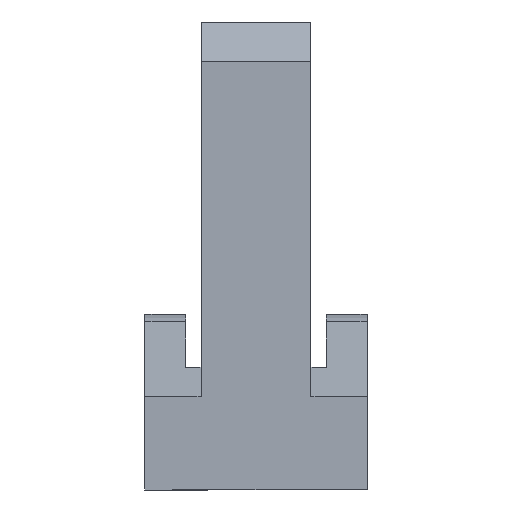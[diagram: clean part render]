
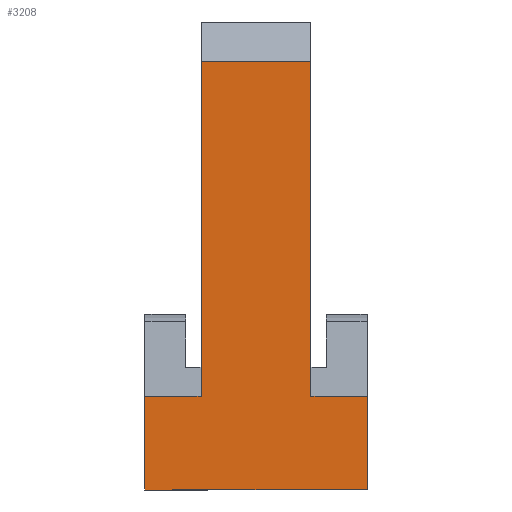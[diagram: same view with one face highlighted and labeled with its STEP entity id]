
A CAD part, left-side view. The second image highlights one B-rep face of the part: STEP entity #3208.
In plain terms, the highlighted planar face has unit normal (-1, 0, 0).
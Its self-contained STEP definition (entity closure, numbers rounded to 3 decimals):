
#21 = EDGE_CURVE('',#22,#24,#26,.T.);
#22 = VERTEX_POINT('',#23);
#23 = CARTESIAN_POINT('',(-14.,9.5,8.));
#24 = VERTEX_POINT('',#25);
#25 = CARTESIAN_POINT('',(-14.,9.5,0.));
#26 = SURFACE_CURVE('',#27,(#31,#43),.PCURVE_S1.);
#27 = LINE('',#28,#29);
#28 = CARTESIAN_POINT('',(-14.,9.5,8.));
#29 = VECTOR('',#30,1.);
#30 = DIRECTION('',(0.,0.,-1.));
#31 = PCURVE('',#32,#37);
#32 = PLANE('',#33);
#33 = AXIS2_PLACEMENT_3D('',#34,#35,#36);
#34 = CARTESIAN_POINT('',(-14.,9.5,8.));
#35 = DIRECTION('',(0.,1.,0.));
#36 = DIRECTION('',(0.,0.,1.));
#37 = DEFINITIONAL_REPRESENTATION('',(#38),#42);
#38 = LINE('',#39,#40);
#39 = CARTESIAN_POINT('',(0.,0.));
#40 = VECTOR('',#41,1.);
#41 = DIRECTION('',(-1.,0.));
#42 = ( GEOMETRIC_REPRESENTATION_CONTEXT(2) 
PARAMETRIC_REPRESENTATION_CONTEXT() REPRESENTATION_CONTEXT('2D SPACE',''
  ) );
#43 = PCURVE('',#44,#49);
#44 = PLANE('',#45);
#45 = AXIS2_PLACEMENT_3D('',#46,#47,#48);
#46 = CARTESIAN_POINT('',(-14.,9.5,8.));
#47 = DIRECTION('',(1.,0.,0.));
#48 = DIRECTION('',(0.,1.,0.));
#49 = DEFINITIONAL_REPRESENTATION('',(#50),#54);
#50 = LINE('',#51,#52);
#51 = CARTESIAN_POINT('',(0.,0.));
#52 = VECTOR('',#53,1.);
#53 = DIRECTION('',(0.,-1.));
#54 = ( GEOMETRIC_REPRESENTATION_CONTEXT(2) 
PARAMETRIC_REPRESENTATION_CONTEXT() REPRESENTATION_CONTEXT('2D SPACE',''
  ) );
#72 = PLANE('',#73);
#73 = AXIS2_PLACEMENT_3D('',#74,#75,#76);
#74 = CARTESIAN_POINT('',(-14.,9.5,8.));
#75 = DIRECTION('',(-0.482,0.,0.876));
#76 = DIRECTION('',(0.876,0.,0.482));
#187 = PLANE('',#188);
#188 = AXIS2_PLACEMENT_3D('',#189,#190,#191);
#189 = CARTESIAN_POINT('',(0.,0.,
    0.));
#190 = DIRECTION('',(0.,0.,1.));
#191 = DIRECTION('',(0.,1.,0.));
#373 = EDGE_CURVE('',#22,#374,#376,.T.);
#374 = VERTEX_POINT('',#375);
#375 = CARTESIAN_POINT('',(-14.,4.7,8.));
#376 = SURFACE_CURVE('',#377,(#381,#388),.PCURVE_S1.);
#377 = LINE('',#378,#379);
#378 = CARTESIAN_POINT('',(-14.,9.5,8.));
#379 = VECTOR('',#380,1.);
#380 = DIRECTION('',(0.,-1.,0.));
#381 = PCURVE('',#72,#382);
#382 = DEFINITIONAL_REPRESENTATION('',(#383),#387);
#383 = LINE('',#384,#385);
#384 = CARTESIAN_POINT('',(0.,0.));
#385 = VECTOR('',#386,1.);
#386 = DIRECTION('',(0.,-1.));
#387 = ( GEOMETRIC_REPRESENTATION_CONTEXT(2) 
PARAMETRIC_REPRESENTATION_CONTEXT() REPRESENTATION_CONTEXT('2D SPACE',''
  ) );
#388 = PCURVE('',#44,#389);
#389 = DEFINITIONAL_REPRESENTATION('',(#390),#394);
#390 = LINE('',#391,#392);
#391 = CARTESIAN_POINT('',(0.,0.));
#392 = VECTOR('',#393,1.);
#393 = DIRECTION('',(-1.,0.));
#394 = ( GEOMETRIC_REPRESENTATION_CONTEXT(2) 
PARAMETRIC_REPRESENTATION_CONTEXT() REPRESENTATION_CONTEXT('2D SPACE',''
  ) );
#411 = PLANE('',#412);
#412 = AXIS2_PLACEMENT_3D('',#413,#414,#415);
#413 = CARTESIAN_POINT('',(-14.,4.7,0.));
#414 = DIRECTION('',(0.,-1.,0.));
#415 = DIRECTION('',(0.,0.,-1.));
#1157 = VERTEX_POINT('',#1158);
#1158 = CARTESIAN_POINT('',(-14.,4.7,36.635));
#1172 = PLANE('',#1173);
#1173 = AXIS2_PLACEMENT_3D('',#1174,#1175,#1176);
#1174 = CARTESIAN_POINT('',(-14.,4.7,36.635));
#1175 = DIRECTION('',(-0.707,0.,0.707)
  );
#1176 = DIRECTION('',(0.707,0.,0.707)
  );
#1184 = EDGE_CURVE('',#374,#1157,#1185,.T.);
#1185 = SURFACE_CURVE('',#1186,(#1190,#1197),.PCURVE_S1.);
#1186 = LINE('',#1187,#1188);
#1187 = CARTESIAN_POINT('',(-14.,4.7,0.));
#1188 = VECTOR('',#1189,1.);
#1189 = DIRECTION('',(0.,0.,1.));
#1190 = PCURVE('',#411,#1191);
#1191 = DEFINITIONAL_REPRESENTATION('',(#1192),#1196);
#1192 = LINE('',#1193,#1194);
#1193 = CARTESIAN_POINT('',(0.,0.));
#1194 = VECTOR('',#1195,1.);
#1195 = DIRECTION('',(-1.,0.));
#1196 = ( GEOMETRIC_REPRESENTATION_CONTEXT(2) 
PARAMETRIC_REPRESENTATION_CONTEXT() REPRESENTATION_CONTEXT('2D SPACE',''
  ) );
#1197 = PCURVE('',#44,#1198);
#1198 = DEFINITIONAL_REPRESENTATION('',(#1199),#1203);
#1199 = LINE('',#1200,#1201);
#1200 = CARTESIAN_POINT('',(-4.8,-8.));
#1201 = VECTOR('',#1202,1.);
#1202 = DIRECTION('',(0.,1.));
#1203 = ( GEOMETRIC_REPRESENTATION_CONTEXT(2) 
PARAMETRIC_REPRESENTATION_CONTEXT() REPRESENTATION_CONTEXT('2D SPACE',''
  ) );
#1657 = PLANE('',#1658);
#1658 = AXIS2_PLACEMENT_3D('',#1659,#1660,#1661);
#1659 = CARTESIAN_POINT('',(-14.,-4.7,0.));
#1660 = DIRECTION('',(0.,-1.,0.));
#1661 = DIRECTION('',(0.,0.,-1.));
#2087 = EDGE_CURVE('',#1157,#2088,#2090,.T.);
#2088 = VERTEX_POINT('',#2089);
#2089 = CARTESIAN_POINT('',(-14.,-4.7,36.635));
#2090 = SURFACE_CURVE('',#2091,(#2095,#2102),.PCURVE_S1.);
#2091 = LINE('',#2092,#2093);
#2092 = CARTESIAN_POINT('',(-14.,4.7,36.635));
#2093 = VECTOR('',#2094,1.);
#2094 = DIRECTION('',(0.,-1.,0.));
#2095 = PCURVE('',#1172,#2096);
#2096 = DEFINITIONAL_REPRESENTATION('',(#2097),#2101);
#2097 = LINE('',#2098,#2099);
#2098 = CARTESIAN_POINT('',(0.,0.));
#2099 = VECTOR('',#2100,1.);
#2100 = DIRECTION('',(0.,-1.));
#2101 = ( GEOMETRIC_REPRESENTATION_CONTEXT(2) 
PARAMETRIC_REPRESENTATION_CONTEXT() REPRESENTATION_CONTEXT('2D SPACE',''
  ) );
#2102 = PCURVE('',#44,#2103);
#2103 = DEFINITIONAL_REPRESENTATION('',(#2104),#2108);
#2104 = LINE('',#2105,#2106);
#2105 = CARTESIAN_POINT('',(-4.8,28.635));
#2106 = VECTOR('',#2107,1.);
#2107 = DIRECTION('',(-1.,0.));
#2108 = ( GEOMETRIC_REPRESENTATION_CONTEXT(2) 
PARAMETRIC_REPRESENTATION_CONTEXT() REPRESENTATION_CONTEXT('2D SPACE',''
  ) );
#2342 = EDGE_CURVE('',#2343,#2088,#2345,.T.);
#2343 = VERTEX_POINT('',#2344);
#2344 = CARTESIAN_POINT('',(-14.,-4.7,8.));
#2345 = SURFACE_CURVE('',#2346,(#2350,#2357),.PCURVE_S1.);
#2346 = LINE('',#2347,#2348);
#2347 = CARTESIAN_POINT('',(-14.,-4.7,0.));
#2348 = VECTOR('',#2349,1.);
#2349 = DIRECTION('',(0.,0.,1.));
#2350 = PCURVE('',#1657,#2351);
#2351 = DEFINITIONAL_REPRESENTATION('',(#2352),#2356);
#2352 = LINE('',#2353,#2354);
#2353 = CARTESIAN_POINT('',(0.,0.));
#2354 = VECTOR('',#2355,1.);
#2355 = DIRECTION('',(-1.,0.));
#2356 = ( GEOMETRIC_REPRESENTATION_CONTEXT(2) 
PARAMETRIC_REPRESENTATION_CONTEXT() REPRESENTATION_CONTEXT('2D SPACE',''
  ) );
#2357 = PCURVE('',#44,#2358);
#2358 = DEFINITIONAL_REPRESENTATION('',(#2359),#2363);
#2359 = LINE('',#2360,#2361);
#2360 = CARTESIAN_POINT('',(-14.2,-8.));
#2361 = VECTOR('',#2362,1.);
#2362 = DIRECTION('',(0.,1.));
#2363 = ( GEOMETRIC_REPRESENTATION_CONTEXT(2) 
PARAMETRIC_REPRESENTATION_CONTEXT() REPRESENTATION_CONTEXT('2D SPACE',''
  ) );
#2380 = PLANE('',#2381);
#2381 = AXIS2_PLACEMENT_3D('',#2382,#2383,#2384);
#2382 = CARTESIAN_POINT('',(-14.,9.5,8.));
#2383 = DIRECTION('',(-0.482,0.,0.876)
  );
#2384 = DIRECTION('',(0.876,0.,0.482)
  );
#2470 = EDGE_CURVE('',#2343,#2471,#2473,.T.);
#2471 = VERTEX_POINT('',#2472);
#2472 = CARTESIAN_POINT('',(-14.,-9.5,8.));
#2473 = SURFACE_CURVE('',#2474,(#2478,#2485),.PCURVE_S1.);
#2474 = LINE('',#2475,#2476);
#2475 = CARTESIAN_POINT('',(-14.,9.5,8.));
#2476 = VECTOR('',#2477,1.);
#2477 = DIRECTION('',(0.,-1.,0.));
#2478 = PCURVE('',#2380,#2479);
#2479 = DEFINITIONAL_REPRESENTATION('',(#2480),#2484);
#2480 = LINE('',#2481,#2482);
#2481 = CARTESIAN_POINT('',(0.,0.));
#2482 = VECTOR('',#2483,1.);
#2483 = DIRECTION('',(0.,-1.));
#2484 = ( GEOMETRIC_REPRESENTATION_CONTEXT(2) 
PARAMETRIC_REPRESENTATION_CONTEXT() REPRESENTATION_CONTEXT('2D SPACE',''
  ) );
#2485 = PCURVE('',#44,#2486);
#2486 = DEFINITIONAL_REPRESENTATION('',(#2487),#2491);
#2487 = LINE('',#2488,#2489);
#2488 = CARTESIAN_POINT('',(0.,0.));
#2489 = VECTOR('',#2490,1.);
#2490 = DIRECTION('',(-1.,0.));
#2491 = ( GEOMETRIC_REPRESENTATION_CONTEXT(2) 
PARAMETRIC_REPRESENTATION_CONTEXT() REPRESENTATION_CONTEXT('2D SPACE',''
  ) );
#2509 = PLANE('',#2510);
#2510 = AXIS2_PLACEMENT_3D('',#2511,#2512,#2513);
#2511 = CARTESIAN_POINT('',(-14.,-9.5,8.));
#2512 = DIRECTION('',(0.,1.,0.));
#2513 = DIRECTION('',(0.,0.,1.));
#2598 = EDGE_CURVE('',#2471,#2599,#2601,.T.);
#2599 = VERTEX_POINT('',#2600);
#2600 = CARTESIAN_POINT('',(-14.,-9.5,0.));
#2601 = SURFACE_CURVE('',#2602,(#2606,#2613),.PCURVE_S1.);
#2602 = LINE('',#2603,#2604);
#2603 = CARTESIAN_POINT('',(-14.,-9.5,8.));
#2604 = VECTOR('',#2605,1.);
#2605 = DIRECTION('',(0.,0.,-1.));
#2606 = PCURVE('',#2509,#2607);
#2607 = DEFINITIONAL_REPRESENTATION('',(#2608),#2612);
#2608 = LINE('',#2609,#2610);
#2609 = CARTESIAN_POINT('',(0.,0.));
#2610 = VECTOR('',#2611,1.);
#2611 = DIRECTION('',(-1.,0.));
#2612 = ( GEOMETRIC_REPRESENTATION_CONTEXT(2) 
PARAMETRIC_REPRESENTATION_CONTEXT() REPRESENTATION_CONTEXT('2D SPACE',''
  ) );
#2613 = PCURVE('',#44,#2614);
#2614 = DEFINITIONAL_REPRESENTATION('',(#2615),#2619);
#2615 = LINE('',#2616,#2617);
#2616 = CARTESIAN_POINT('',(-19.,0.));
#2617 = VECTOR('',#2618,1.);
#2618 = DIRECTION('',(0.,-1.));
#2619 = ( GEOMETRIC_REPRESENTATION_CONTEXT(2) 
PARAMETRIC_REPRESENTATION_CONTEXT() REPRESENTATION_CONTEXT('2D SPACE',''
  ) );
#3208 = ADVANCED_FACE('',(#3209),#44,.F.);
#3209 = FACE_BOUND('',#3210,.T.);
#3210 = EDGE_LOOP('',(#3211,#3212,#3233,#3234,#3235,#3236,#3237,#3238));
#3211 = ORIENTED_EDGE('',*,*,#21,.T.);
#3212 = ORIENTED_EDGE('',*,*,#3213,.T.);
#3213 = EDGE_CURVE('',#24,#2599,#3214,.T.);
#3214 = SURFACE_CURVE('',#3215,(#3219,#3226),.PCURVE_S1.);
#3215 = LINE('',#3216,#3217);
#3216 = CARTESIAN_POINT('',(-14.,9.5,0.));
#3217 = VECTOR('',#3218,1.);
#3218 = DIRECTION('',(0.,-1.,0.));
#3219 = PCURVE('',#44,#3220);
#3220 = DEFINITIONAL_REPRESENTATION('',(#3221),#3225);
#3221 = LINE('',#3222,#3223);
#3222 = CARTESIAN_POINT('',(0.,-8.));
#3223 = VECTOR('',#3224,1.);
#3224 = DIRECTION('',(-1.,0.));
#3225 = ( GEOMETRIC_REPRESENTATION_CONTEXT(2) 
PARAMETRIC_REPRESENTATION_CONTEXT() REPRESENTATION_CONTEXT('2D SPACE',''
  ) );
#3226 = PCURVE('',#187,#3227);
#3227 = DEFINITIONAL_REPRESENTATION('',(#3228),#3232);
#3228 = LINE('',#3229,#3230);
#3229 = CARTESIAN_POINT('',(9.5,14.));
#3230 = VECTOR('',#3231,1.);
#3231 = DIRECTION('',(-1.,0.));
#3232 = ( GEOMETRIC_REPRESENTATION_CONTEXT(2) 
PARAMETRIC_REPRESENTATION_CONTEXT() REPRESENTATION_CONTEXT('2D SPACE',''
  ) );
#3233 = ORIENTED_EDGE('',*,*,#2598,.F.);
#3234 = ORIENTED_EDGE('',*,*,#2470,.F.);
#3235 = ORIENTED_EDGE('',*,*,#2342,.T.);
#3236 = ORIENTED_EDGE('',*,*,#2087,.F.);
#3237 = ORIENTED_EDGE('',*,*,#1184,.F.);
#3238 = ORIENTED_EDGE('',*,*,#373,.F.);
